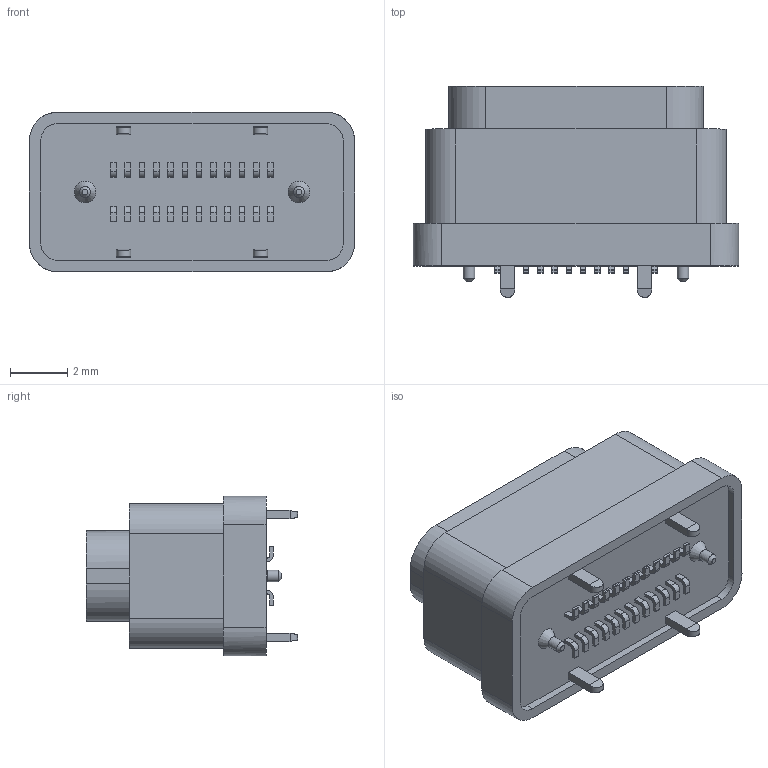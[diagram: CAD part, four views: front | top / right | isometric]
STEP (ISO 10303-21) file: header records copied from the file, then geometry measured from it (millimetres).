
FILE_DESCRIPTION(/* description */ ('STEP AP214'),/* implementation_level */ '2;1');
FILE_NAME(/* name */ 'USB4725-03-C',/* time_stamp */ '2025-02-20T12:43:20+01:00',/* author */ ('License CC BY-ND 4.0'),/* organization */ ('CADENAS'),/* preprocessor_version */ 'ST-DEVELOPER v19.3',/* originating_system */ 'PARTsolutions',/* authorisation */ ' ');
FILE_SCHEMA (('AUTOMOTIVE_DESIGN {1 0 10303 214 3 1 1}'));
Length unit declared in the file: millimetre
Products named in the file (2): USB4725-03-C; USB4725-03-C_PART1
Assembly tree (1 placements, depth 2):
  USB4725-03-C
    USB4725-03-C_PART1
Bounding box: 11.4 x 7.4 x 5.6 mm (x, y, z)
Volume: 222.5 mm3; surface area: 701.8 mm2
Topology: 1 solids, 1 shells, 1060 faces, 2937 edges, 1896 vertices
Faces by surface type: plane 823, cylinder 181, cone 36, bspline 16, torus 4
Full cylindrical faces by diameter (mm): 0.4 x2
Entity records: 41108 total; most frequent: CARTESIAN_POINT 6399, ORIENTED_EDGE 5854, DIRECTION 5403, EDGE_CURVE 2927, LINE 2443, VECTOR 2443, VERTEX_POINT 1892, AXIS2_PLACEMENT_3D 1480
